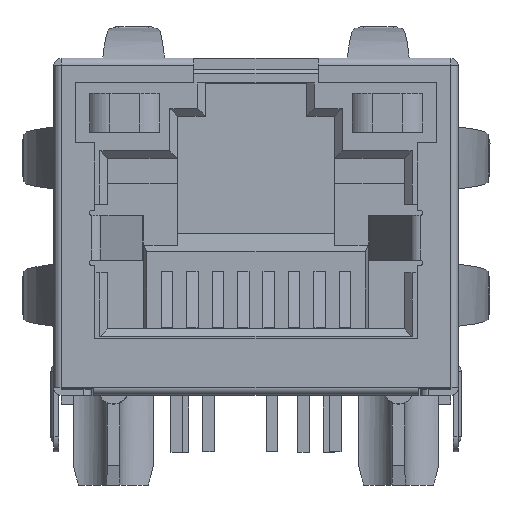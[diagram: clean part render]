
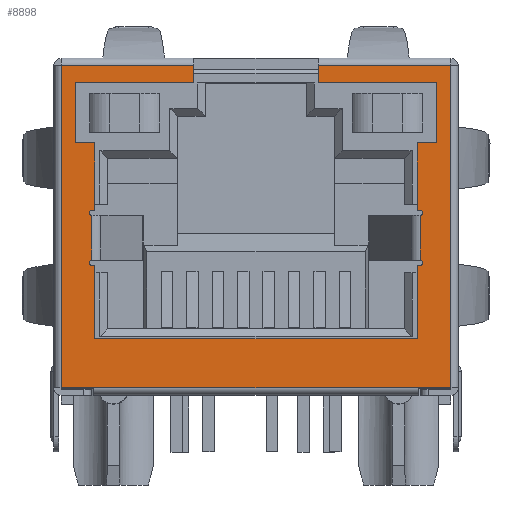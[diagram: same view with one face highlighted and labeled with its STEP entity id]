
A CAD part, top view. The second image highlights one B-rep face of the part: STEP entity #8898.
In plain terms, the highlighted planar face has unit normal (0, 0, 1).
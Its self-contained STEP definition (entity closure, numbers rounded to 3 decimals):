
#347=CIRCLE('',#9348,0.1);
#358=CIRCLE('',#9375,0.1);
#360=CIRCLE('',#9380,0.1);
#364=CIRCLE('',#9389,0.1);
#958=FACE_OUTER_BOUND('',#1448,.T.);
#1448=EDGE_LOOP('',(#7999,#8000,#8001,#8002,#8003,#8004,#8005,#8006,#8007,
#8008,#8009,#8010,#8011,#8012,#8013,#8014,#8015,#8016,#8017,#8018,#8019,
#8020,#8021,#8022,#8023,#8024,#8025,#8026,#8027,#8028));
#1603=LINE('',#12259,#2622);
#1615=LINE('',#12290,#2634);
#1624=LINE('',#12309,#2643);
#2173=LINE('',#13897,#3192);
#2177=LINE('',#13905,#3196);
#2180=LINE('',#13911,#3199);
#2185=LINE('',#13920,#3204);
#2189=LINE('',#13927,#3208);
#2208=LINE('',#13978,#3227);
#2209=LINE('',#13982,#3228);
#2215=LINE('',#13994,#3234);
#2219=LINE('',#14001,#3238);
#2222=LINE('',#14012,#3241);
#2244=LINE('',#14072,#3263);
#2248=LINE('',#14080,#3267);
#2251=LINE('',#14086,#3270);
#2256=LINE('',#14095,#3275);
#2259=LINE('',#14101,#3278);
#2271=LINE('',#14139,#3290);
#2274=LINE('',#14143,#3293);
#2286=LINE('',#14172,#3305);
#2289=LINE('',#14178,#3308);
#2298=LINE('',#14204,#3317);
#2299=LINE('',#14206,#3318);
#2482=LINE('',#14866,#3501);
#2483=LINE('',#14868,#3502);
#2622=VECTOR('',#9862,13.);
#2634=VECTOR('',#9888,1.3);
#2643=VECTOR('',#9901,1.3);
#3192=VECTOR('',#11116,4.75);
#3196=VECTOR('',#11122,2.4);
#3199=VECTOR('',#11127,0.8);
#3204=VECTOR('',#11134,2.7);
#3208=VECTOR('',#11140,0.127);
#3227=VECTOR('',#11187,1.8);
#3228=VECTOR('',#11190,12.9);
#3234=VECTOR('',#11198,2.95);
#3238=VECTOR('',#11204,0.127);
#3241=VECTOR('',#11215,1.8);
#3263=VECTOR('',#11273,4.75);
#3267=VECTOR('',#11279,2.4);
#3270=VECTOR('',#11284,0.8);
#3275=VECTOR('',#11291,2.7);
#3278=VECTOR('',#11296,0.127);
#3290=VECTOR('',#11344,0.127);
#3293=VECTOR('',#11349,2.95);
#3305=VECTOR('',#11379,0.7);
#3308=VECTOR('',#11386,5.3);
#3317=VECTOR('',#11415,0.7);
#3318=VECTOR('',#11418,5.3);
#3501=VECTOR('',#11941,12.9);
#3502=VECTOR('',#11944,12.9);
#3601=VERTEX_POINT('',#12253);
#3603=VERTEX_POINT('',#12257);
#3615=VERTEX_POINT('',#12288);
#3619=VERTEX_POINT('',#12299);
#3888=VERTEX_POINT('',#13330);
#4074=VERTEX_POINT('',#13895);
#4075=VERTEX_POINT('',#13896);
#4078=VERTEX_POINT('',#13904);
#4080=VERTEX_POINT('',#13910);
#4083=VERTEX_POINT('',#13918);
#4085=VERTEX_POINT('',#13925);
#4102=VERTEX_POINT('',#13974);
#4103=VERTEX_POINT('',#13976);
#4104=VERTEX_POINT('',#13980);
#4105=VERTEX_POINT('',#13981);
#4110=VERTEX_POINT('',#13992);
#4112=VERTEX_POINT('',#13999);
#4114=VERTEX_POINT('',#14004);
#4116=VERTEX_POINT('',#14011);
#4135=VERTEX_POINT('',#14070);
#4136=VERTEX_POINT('',#14071);
#4139=VERTEX_POINT('',#14079);
#4141=VERTEX_POINT('',#14085);
#4144=VERTEX_POINT('',#14094);
#4146=VERTEX_POINT('',#14100);
#4152=VERTEX_POINT('',#14131);
#4154=VERTEX_POINT('',#14137);
#4162=VERTEX_POINT('',#14170);
#4166=VERTEX_POINT('',#14190);
#4169=VERTEX_POINT('',#14200);
#4473=EDGE_CURVE('',#3603,#3601,#1603,.T.);
#4488=EDGE_CURVE('',#3615,#3603,#1615,.T.);
#4498=EDGE_CURVE('',#3601,#3619,#1624,.T.);
#5165=EDGE_CURVE('',#4074,#4075,#2173,.T.);
#5169=EDGE_CURVE('',#4078,#4074,#2177,.T.);
#5172=EDGE_CURVE('',#4080,#4078,#2180,.T.);
#5177=EDGE_CURVE('',#4083,#4080,#2185,.T.);
#5181=EDGE_CURVE('',#4085,#4083,#2189,.T.);
#5206=EDGE_CURVE('',#4103,#4102,#2208,.T.);
#5207=EDGE_CURVE('',#4104,#4105,#2209,.T.);
#5213=EDGE_CURVE('',#4110,#4104,#2215,.T.);
#5217=EDGE_CURVE('',#4112,#4110,#2219,.T.);
#5219=EDGE_CURVE('',#4114,#4112,#347,.T.);
#5222=EDGE_CURVE('',#4114,#4116,#2222,.T.);
#5252=EDGE_CURVE('',#4135,#4136,#2244,.T.);
#5256=EDGE_CURVE('',#4136,#4139,#2248,.T.);
#5259=EDGE_CURVE('',#4139,#4141,#2251,.T.);
#5264=EDGE_CURVE('',#4141,#4144,#2256,.T.);
#5267=EDGE_CURVE('',#4144,#4146,#2259,.T.);
#5271=EDGE_CURVE('',#4146,#4116,#358,.T.);
#5274=EDGE_CURVE('',#4102,#4085,#360,.T.);
#5284=EDGE_CURVE('',#4152,#4103,#364,.T.);
#5287=EDGE_CURVE('',#4154,#4152,#2271,.T.);
#5290=EDGE_CURVE('',#4105,#4154,#2274,.T.);
#5303=EDGE_CURVE('',#4162,#4135,#2286,.T.);
#5307=EDGE_CURVE('',#4162,#3888,#2289,.T.);
#5320=EDGE_CURVE('',#4169,#4075,#2298,.T.);
#5321=EDGE_CURVE('',#4166,#4169,#2299,.T.);
#5580=EDGE_CURVE('',#3615,#4166,#2482,.T.);
#5581=EDGE_CURVE('',#3619,#3888,#2483,.T.);
#7999=ORIENTED_EDGE('',*,*,#5580,.T.);
#8000=ORIENTED_EDGE('',*,*,#5321,.T.);
#8001=ORIENTED_EDGE('',*,*,#5320,.T.);
#8002=ORIENTED_EDGE('',*,*,#5165,.F.);
#8003=ORIENTED_EDGE('',*,*,#5169,.F.);
#8004=ORIENTED_EDGE('',*,*,#5172,.F.);
#8005=ORIENTED_EDGE('',*,*,#5177,.F.);
#8006=ORIENTED_EDGE('',*,*,#5181,.F.);
#8007=ORIENTED_EDGE('',*,*,#5274,.F.);
#8008=ORIENTED_EDGE('',*,*,#5206,.F.);
#8009=ORIENTED_EDGE('',*,*,#5284,.F.);
#8010=ORIENTED_EDGE('',*,*,#5287,.F.);
#8011=ORIENTED_EDGE('',*,*,#5290,.F.);
#8012=ORIENTED_EDGE('',*,*,#5207,.F.);
#8013=ORIENTED_EDGE('',*,*,#5213,.F.);
#8014=ORIENTED_EDGE('',*,*,#5217,.F.);
#8015=ORIENTED_EDGE('',*,*,#5219,.F.);
#8016=ORIENTED_EDGE('',*,*,#5222,.T.);
#8017=ORIENTED_EDGE('',*,*,#5271,.F.);
#8018=ORIENTED_EDGE('',*,*,#5267,.F.);
#8019=ORIENTED_EDGE('',*,*,#5264,.F.);
#8020=ORIENTED_EDGE('',*,*,#5259,.F.);
#8021=ORIENTED_EDGE('',*,*,#5256,.F.);
#8022=ORIENTED_EDGE('',*,*,#5252,.F.);
#8023=ORIENTED_EDGE('',*,*,#5303,.F.);
#8024=ORIENTED_EDGE('',*,*,#5307,.T.);
#8025=ORIENTED_EDGE('',*,*,#5581,.F.);
#8026=ORIENTED_EDGE('',*,*,#4498,.F.);
#8027=ORIENTED_EDGE('',*,*,#4473,.F.);
#8028=ORIENTED_EDGE('',*,*,#4488,.F.);
#8439=PLANE('',#9584);
#8898=ADVANCED_FACE('',(#958),#8439,.T.);
#9348=AXIS2_PLACEMENT_3D('',#14006,#11208,#11209);
#9375=AXIS2_PLACEMENT_3D('',#14106,#11303,#11304);
#9380=AXIS2_PLACEMENT_3D('',#14113,#11314,#11315);
#9389=AXIS2_PLACEMENT_3D('',#14133,#11338,#11339);
#9584=AXIS2_PLACEMENT_3D('',#14867,#11942,#11943);
#9862=DIRECTION('',(-1.,0.,0.));
#9888=DIRECTION('',(-1.,0.,0.));
#9901=DIRECTION('',(-1.,0.,0.));
#11116=DIRECTION('',(-1.,0.,0.));
#11122=DIRECTION('',(0.,1.,0.));
#11127=DIRECTION('',(1.,0.,0.));
#11134=DIRECTION('',(0.,1.,0.));
#11140=DIRECTION('',(-1.,0.,0.));
#11187=DIRECTION('',(0.,1.,0.));
#11190=DIRECTION('',(1.,0.,0.));
#11198=DIRECTION('',(0.,-1.,0.));
#11204=DIRECTION('',(1.,0.,0.));
#11208=DIRECTION('center_axis',(0.,0.,1.));
#11209=DIRECTION('ref_axis',(-0.004,1.,0.));
#11215=DIRECTION('',(0.,1.,0.));
#11273=DIRECTION('',(-1.,0.,0.));
#11279=DIRECTION('',(0.,-1.,0.));
#11284=DIRECTION('',(1.,0.,0.));
#11291=DIRECTION('',(0.,-1.,0.));
#11296=DIRECTION('',(-1.,0.,0.));
#11303=DIRECTION('center_axis',(0.,0.,1.));
#11304=DIRECTION('ref_axis',(1.,0.,0.));
#11314=DIRECTION('center_axis',(0.,0.,1.));
#11315=DIRECTION('ref_axis',(0.004,-1.,0.));
#11338=DIRECTION('center_axis',(0.,0.,1.));
#11339=DIRECTION('ref_axis',(1.,0.,0.));
#11344=DIRECTION('',(1.,0.,0.));
#11349=DIRECTION('',(0.,1.,0.));
#11379=DIRECTION('',(0.,-1.,0.));
#11386=DIRECTION('',(-1.,0.,0.));
#11415=DIRECTION('',(0.,-1.,0.));
#11418=DIRECTION('',(-1.,0.,0.));
#11941=DIRECTION('',(0.,1.,0.));
#11942=DIRECTION('center_axis',(0.,0.,1.));
#11943=DIRECTION('ref_axis',(-1.,0.,0.));
#11944=DIRECTION('',(0.,1.,0.));
#12253=CARTESIAN_POINT('',(-6.5,-6.425,0.));
#12257=CARTESIAN_POINT('',(6.5,-6.425,0.));
#12259=CARTESIAN_POINT('',(6.5,-6.425,0.));
#12288=CARTESIAN_POINT('',(7.8,-6.425,0.));
#12290=CARTESIAN_POINT('',(7.8,-6.425,0.));
#12299=CARTESIAN_POINT('',(-7.8,-6.425,0.));
#12309=CARTESIAN_POINT('',(-6.5,-6.425,0.));
#13330=CARTESIAN_POINT('',(-7.8,6.475,0.));
#13895=CARTESIAN_POINT('',(7.25,5.775,0.));
#13896=CARTESIAN_POINT('',(2.5,5.775,0.));
#13897=CARTESIAN_POINT('',(7.25,5.775,0.));
#13904=CARTESIAN_POINT('',(7.25,3.375,0.));
#13905=CARTESIAN_POINT('',(7.25,3.375,0.));
#13910=CARTESIAN_POINT('',(6.45,3.375,0.));
#13911=CARTESIAN_POINT('',(6.45,3.375,0.));
#13918=CARTESIAN_POINT('',(6.45,0.675,0.));
#13920=CARTESIAN_POINT('',(6.45,0.675,0.));
#13925=CARTESIAN_POINT('',(6.577,0.675,0.));
#13927=CARTESIAN_POINT('',(6.577,0.675,0.));
#13974=CARTESIAN_POINT('',(6.577,0.475,0.));
#13976=CARTESIAN_POINT('',(6.577,-1.325,0.));
#13978=CARTESIAN_POINT('',(6.577,-1.325,0.));
#13980=CARTESIAN_POINT('',(-6.45,-4.475,0.));
#13981=CARTESIAN_POINT('',(6.45,-4.475,0.));
#13982=CARTESIAN_POINT('',(-6.45,-4.475,0.));
#13992=CARTESIAN_POINT('',(-6.45,-1.525,0.));
#13994=CARTESIAN_POINT('',(-6.45,-1.525,0.));
#13999=CARTESIAN_POINT('',(-6.577,-1.525,0.));
#14001=CARTESIAN_POINT('',(-6.577,-1.525,0.));
#14004=CARTESIAN_POINT('',(-6.577,-1.325,0.));
#14006=CARTESIAN_POINT('Origin',(-6.577,-1.425,0.));
#14011=CARTESIAN_POINT('',(-6.577,0.475,0.));
#14012=CARTESIAN_POINT('',(-6.577,-1.325,0.));
#14070=CARTESIAN_POINT('',(-2.5,5.775,0.));
#14071=CARTESIAN_POINT('',(-7.25,5.775,0.));
#14072=CARTESIAN_POINT('',(-2.5,5.775,0.));
#14079=CARTESIAN_POINT('',(-7.25,3.375,0.));
#14080=CARTESIAN_POINT('',(-7.25,5.775,0.));
#14085=CARTESIAN_POINT('',(-6.45,3.375,0.));
#14086=CARTESIAN_POINT('',(-7.25,3.375,0.));
#14094=CARTESIAN_POINT('',(-6.45,0.675,0.));
#14095=CARTESIAN_POINT('',(-6.45,3.375,0.));
#14100=CARTESIAN_POINT('',(-6.577,0.675,0.));
#14101=CARTESIAN_POINT('',(-6.45,0.675,0.));
#14106=CARTESIAN_POINT('Origin',(-6.577,0.575,0.));
#14113=CARTESIAN_POINT('Origin',(6.577,0.575,0.));
#14131=CARTESIAN_POINT('',(6.577,-1.525,0.));
#14133=CARTESIAN_POINT('Origin',(6.577,-1.425,0.));
#14137=CARTESIAN_POINT('',(6.45,-1.525,0.));
#14139=CARTESIAN_POINT('',(6.45,-1.525,0.));
#14143=CARTESIAN_POINT('',(6.45,-4.475,0.));
#14170=CARTESIAN_POINT('',(-2.5,6.475,0.));
#14172=CARTESIAN_POINT('',(-2.5,6.475,0.));
#14178=CARTESIAN_POINT('',(-2.5,6.475,0.));
#14190=CARTESIAN_POINT('',(7.8,6.475,0.));
#14200=CARTESIAN_POINT('',(2.5,6.475,0.));
#14204=CARTESIAN_POINT('',(2.5,6.475,0.));
#14206=CARTESIAN_POINT('',(7.8,6.475,0.));
#14866=CARTESIAN_POINT('',(7.8,-6.425,0.));
#14867=CARTESIAN_POINT('Origin',(8.1,-6.475,0.));
#14868=CARTESIAN_POINT('',(-7.8,-6.425,0.));
